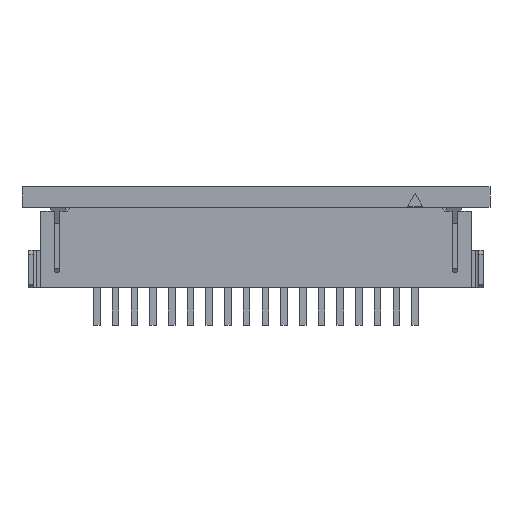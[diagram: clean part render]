
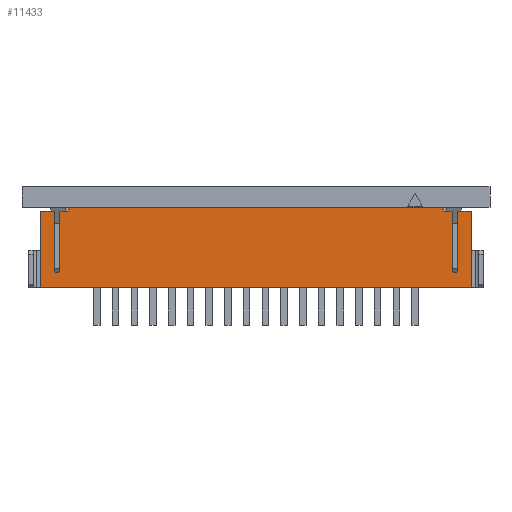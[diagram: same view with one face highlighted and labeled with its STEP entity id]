
A CAD part, front view. The second image highlights one B-rep face of the part: STEP entity #11433.
In plain terms, the highlighted planar face has unit normal (0, -1, 0).
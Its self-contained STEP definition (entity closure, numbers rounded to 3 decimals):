
#9=DIRECTION('',(0.,0.,-1.));
#10=VECTOR('',#9,4.1);
#11=CARTESIAN_POINT('',(-11.5,0.,4.1));
#12=LINE('',#11,#10);
#1726=DIRECTION('',(0.,0.,-1.));
#1727=VECTOR('',#1726,3.15);
#1728=CARTESIAN_POINT('',(-10.775,0.,4.1));
#1729=LINE('',#1728,#1727);
#1730=CARTESIAN_POINT('',(-10.625,0.,0.95));
#1731=DIRECTION('',(0.,-1.,0.));
#1732=DIRECTION('',(-1.,0.,0.));
#1733=AXIS2_PLACEMENT_3D('',#1730,#1731,#1732);
#1735=DIRECTION('',(0.,0.,1.));
#1736=VECTOR('',#1735,3.15);
#1737=CARTESIAN_POINT('',(-10.475,0.,0.95));
#1738=LINE('',#1737,#1736);
#1739=DIRECTION('',(1.,0.,0.));
#1740=VECTOR('',#1739,0.4);
#1741=CARTESIAN_POINT('',(-10.475,0.,4.1));
#1742=LINE('',#1741,#1740);
#1743=DIRECTION('',(0.6,0.,0.8));
#1744=VECTOR('',#1743,0.25);
#1745=CARTESIAN_POINT('',(-10.075,0.,4.1));
#1746=LINE('',#1745,#1744);
#1747=DIRECTION('',(1.,0.,0.));
#1748=VECTOR('',#1747,19.85);
#1749=CARTESIAN_POINT('',(-9.925,0.,4.3));
#1750=LINE('',#1749,#1748);
#1751=DIRECTION('',(0.6,0.,-0.8));
#1752=VECTOR('',#1751,0.25);
#1753=CARTESIAN_POINT('',(9.925,0.,4.3));
#1754=LINE('',#1753,#1752);
#1755=DIRECTION('',(-1.,0.,0.));
#1756=VECTOR('',#1755,0.4);
#1757=CARTESIAN_POINT('',(10.475,0.,4.1));
#1758=LINE('',#1757,#1756);
#1759=DIRECTION('',(0.,0.,-1.));
#1760=VECTOR('',#1759,3.15);
#1761=CARTESIAN_POINT('',(10.475,0.,4.1));
#1762=LINE('',#1761,#1760);
#1763=CARTESIAN_POINT('',(10.625,0.,0.95));
#1764=DIRECTION('',(0.,-1.,0.));
#1765=DIRECTION('',(-1.,0.,0.));
#1766=AXIS2_PLACEMENT_3D('',#1763,#1764,#1765);
#1768=DIRECTION('',(0.,0.,1.));
#1769=VECTOR('',#1768,3.15);
#1770=CARTESIAN_POINT('',(10.775,0.,0.95));
#1771=LINE('',#1770,#1769);
#1772=DIRECTION('',(-1.,0.,0.));
#1773=VECTOR('',#1772,0.725);
#1774=CARTESIAN_POINT('',(11.5,0.,4.1));
#1775=LINE('',#1774,#1773);
#1776=DIRECTION('',(1.,0.,0.));
#1777=VECTOR('',#1776,0.725);
#1778=CARTESIAN_POINT('',(-11.5,0.,4.1));
#1779=LINE('',#1778,#1777);
#2214=DIRECTION('',(1.,0.,0.));
#2215=VECTOR('',#2214,23.);
#2216=CARTESIAN_POINT('',(-11.5,0.,0.));
#2217=LINE('',#2216,#2215);
#6857=DIRECTION('',(0.,0.,-1.));
#6858=VECTOR('',#6857,4.1);
#6859=CARTESIAN_POINT('',(11.5,0.,4.1));
#6860=LINE('',#6859,#6858);
#7045=CARTESIAN_POINT('',(-11.5,0.,0.));
#7046=CARTESIAN_POINT('',(11.5,0.,0.));
#7047=VERTEX_POINT('',#7045);
#7048=VERTEX_POINT('',#7046);
#7053=CARTESIAN_POINT('',(-10.075,0.,4.1));
#7054=CARTESIAN_POINT('',(-9.925,0.,4.3));
#7055=VERTEX_POINT('',#7053);
#7056=VERTEX_POINT('',#7054);
#7057=CARTESIAN_POINT('',(-11.5,0.,4.1));
#7058=VERTEX_POINT('',#7057);
#7059=CARTESIAN_POINT('',(11.5,0.,4.1));
#7060=VERTEX_POINT('',#7059);
#7061=CARTESIAN_POINT('',(9.925,0.,4.3));
#7062=VERTEX_POINT('',#7061);
#7063=CARTESIAN_POINT('',(-10.775,0.,4.1));
#7064=CARTESIAN_POINT('',(-10.775,0.,0.95));
#7065=VERTEX_POINT('',#7063);
#7066=VERTEX_POINT('',#7064);
#7067=CARTESIAN_POINT('',(-10.475,0.,0.95));
#7068=VERTEX_POINT('',#7067);
#7069=CARTESIAN_POINT('',(-10.475,0.,4.1));
#7070=VERTEX_POINT('',#7069);
#7071=CARTESIAN_POINT('',(10.475,0.,4.1));
#7072=CARTESIAN_POINT('',(10.475,0.,0.95));
#7073=VERTEX_POINT('',#7071);
#7074=VERTEX_POINT('',#7072);
#7075=CARTESIAN_POINT('',(10.775,0.,0.95));
#7076=VERTEX_POINT('',#7075);
#7077=CARTESIAN_POINT('',(10.775,0.,4.1));
#7078=VERTEX_POINT('',#7077);
#7143=CARTESIAN_POINT('',(10.075,0.,4.1));
#7144=VERTEX_POINT('',#7143);
#11400=CARTESIAN_POINT('',(-11.5,0.,4.3));
#11401=DIRECTION('',(0.,-1.,0.));
#11402=DIRECTION('',(0.,0.,-1.));
#11403=AXIS2_PLACEMENT_3D('',#11400,#11401,#11402);
#11404=PLANE('',#11403);
#11406=ORIENTED_EDGE('',*,*,#11405,.T.);
#11408=ORIENTED_EDGE('',*,*,#11407,.T.);
#11410=ORIENTED_EDGE('',*,*,#11409,.T.);
#11412=ORIENTED_EDGE('',*,*,#11411,.T.);
#11414=ORIENTED_EDGE('',*,*,#11413,.T.);
#11415=ORIENTED_EDGE('',*,*,#10740,.T.);
#11417=ORIENTED_EDGE('',*,*,#11416,.T.);
#11418=ORIENTED_EDGE('',*,*,#11068,.F.);
#11419=ORIENTED_EDGE('',*,*,#10970,.T.);
#11421=ORIENTED_EDGE('',*,*,#11420,.T.);
#11422=ORIENTED_EDGE('',*,*,#11370,.T.);
#11423=ORIENTED_EDGE('',*,*,#11051,.F.);
#11425=ORIENTED_EDGE('',*,*,#11424,.T.);
#11427=ORIENTED_EDGE('',*,*,#11426,.F.);
#11428=ORIENTED_EDGE('',*,*,#9322,.F.);
#11430=ORIENTED_EDGE('',*,*,#11429,.T.);
#11431=EDGE_LOOP('',(#11406,#11408,#11410,#11412,#11414,#11415,#11417,#11418,
#11419,#11421,#11422,#11423,#11425,#11427,#11428,#11430));
#11432=FACE_OUTER_BOUND('',#11431,.F.);
#11433=ADVANCED_FACE('',(#11432),#11404,.T.);
#1734=CIRCLE('',#1733,0.15);
#1767=CIRCLE('',#1766,0.15);
#9322=EDGE_CURVE('',#7058,#7047,#12,.T.);
#10740=EDGE_CURVE('',#7056,#7062,#1750,.T.);
#10970=EDGE_CURVE('',#7073,#7074,#1762,.T.);
#11051=EDGE_CURVE('',#7060,#7078,#1775,.T.);
#11068=EDGE_CURVE('',#7073,#7144,#1758,.T.);
#11370=EDGE_CURVE('',#7076,#7078,#1771,.T.);
#11405=EDGE_CURVE('',#7065,#7066,#1729,.T.);
#11407=EDGE_CURVE('',#7066,#7068,#1734,.T.);
#11409=EDGE_CURVE('',#7068,#7070,#1738,.T.);
#11411=EDGE_CURVE('',#7070,#7055,#1742,.T.);
#11413=EDGE_CURVE('',#7055,#7056,#1746,.T.);
#11416=EDGE_CURVE('',#7062,#7144,#1754,.T.);
#11420=EDGE_CURVE('',#7074,#7076,#1767,.T.);
#11424=EDGE_CURVE('',#7060,#7048,#6860,.T.);
#11426=EDGE_CURVE('',#7047,#7048,#2217,.T.);
#11429=EDGE_CURVE('',#7058,#7065,#1779,.T.);
